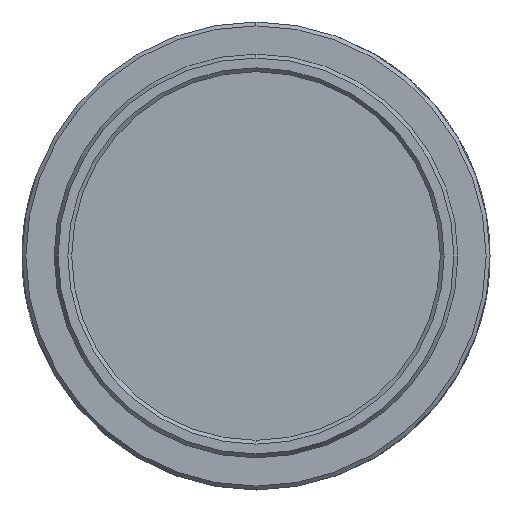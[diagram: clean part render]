
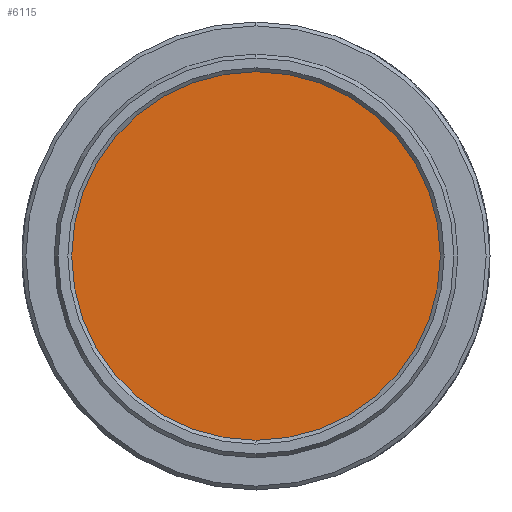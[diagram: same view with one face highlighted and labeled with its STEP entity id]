
A CAD part, left-side view. The second image highlights one B-rep face of the part: STEP entity #6115.
In plain terms, the highlighted planar face has unit normal (-1, 0, 0).
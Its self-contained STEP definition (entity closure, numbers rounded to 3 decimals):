
#1140 = VERTEX_POINT ( 'NONE', #4740 ) ;
#2150 = AXIS2_PLACEMENT_3D ( 'NONE', #6987, #3024, #3068 ) ;
#2277 = CARTESIAN_POINT ( 'NONE',  ( -1.905, 0., 0. ) ) ;
#2407 = PLANE ( 'NONE',  #10093 ) ;
#2566 = DIRECTION ( 'NONE',  ( 0., -0.847, -0.532 ) ) ;
#3024 = DIRECTION ( 'NONE',  ( 1., 0., 0. ) ) ;
#3068 = DIRECTION ( 'NONE',  ( 0., -0.847, -0.532 ) ) ;
#3139 = EDGE_CURVE ( 'NONE', #12152, #1140, #7543, .T. ) ;
#3508 = CARTESIAN_POINT ( 'NONE',  ( -1.905, 0., 0. ) ) ;
#4740 = CARTESIAN_POINT ( 'NONE',  ( -1.905, 10.604, 6.663 ) ) ;
#6115 = ADVANCED_FACE ( 'NONE', ( #9793 ), #2407, .F. ) ;
#6677 = AXIS2_PLACEMENT_3D ( 'NONE', #3508, #10429, #2566 ) ;
#6987 = CARTESIAN_POINT ( 'NONE',  ( -1.905, 0., 0. ) ) ;
#7535 = CIRCLE ( 'NONE', #6677, 12.523 ) ;
#7543 = CIRCLE ( 'NONE', #2150, 12.523 ) ;
#9107 = DIRECTION ( 'NONE',  ( 1., 0., 0. ) ) ;
#9793 = FACE_OUTER_BOUND ( 'NONE', #10756, .T. ) ;
#10093 = AXIS2_PLACEMENT_3D ( 'NONE', #2277, #9107, #12058 ) ;
#10224 = ORIENTED_EDGE ( 'NONE', *, *, #11405, .F. ) ;
#10429 = DIRECTION ( 'NONE',  ( 1., 0., 0. ) ) ;
#10756 = EDGE_LOOP ( 'NONE', ( #11177, #10224 ) ) ;
#10980 = CARTESIAN_POINT ( 'NONE',  ( -1.905, -10.604, -6.663 ) ) ;
#11177 = ORIENTED_EDGE ( 'NONE', *, *, #3139, .F. ) ;
#11405 = EDGE_CURVE ( 'NONE', #1140, #12152, #7535, .T. ) ;
#12058 = DIRECTION ( 'NONE',  ( 0., -0.847, -0.532 ) ) ;
#12152 = VERTEX_POINT ( 'NONE', #10980 ) ;
